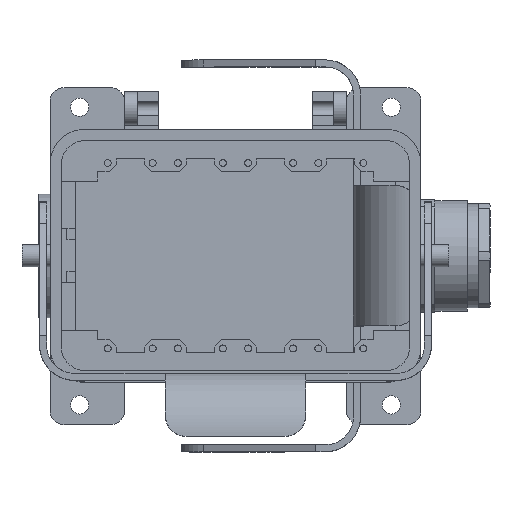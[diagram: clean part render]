
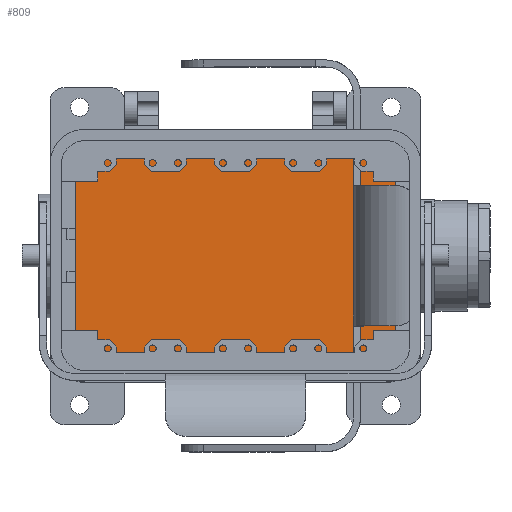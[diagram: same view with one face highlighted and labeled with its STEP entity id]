
A CAD part, top view. The second image highlights one B-rep face of the part: STEP entity #809.
In plain terms, the highlighted planar face has unit normal (0, 0, 1).
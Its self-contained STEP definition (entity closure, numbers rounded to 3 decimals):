
#809 = ADVANCED_FACE( '', ( #1717 ), #1718, .T. );
#1717 = FACE_OUTER_BOUND( '', #2665, .T. );
#1718 = PLANE( '', #2666 );
#2665 = EDGE_LOOP( '', ( #5104, #5105, #5106, #5107, #5108, #5109, #5110, #5111 ) );
#2666 = AXIS2_PLACEMENT_3D( '', #5112, #5113, #5114 );
#5104 = ORIENTED_EDGE( '', *, *, #6386, .T. );
#5105 = ORIENTED_EDGE( '', *, *, #5852, .T. );
#5106 = ORIENTED_EDGE( '', *, *, #5836, .T. );
#5107 = ORIENTED_EDGE( '', *, *, #5499, .F. );
#5108 = ORIENTED_EDGE( '', *, *, #6292, .F. );
#5109 = ORIENTED_EDGE( '', *, *, #5581, .T. );
#5110 = ORIENTED_EDGE( '', *, *, #5981, .F. );
#5111 = ORIENTED_EDGE( '', *, *, #5794, .F. );
#5112 = CARTESIAN_POINT( '', ( 0., 41., 5. ) );
#5113 = DIRECTION( '', ( 0., 0., 1. ) );
#5114 = DIRECTION( '', ( 1., 0., 0. ) );
#5499 = EDGE_CURVE( '', #6587, #6589, #6590, .T. );
#5581 = EDGE_CURVE( '', #6735, #6733, #6736, .T. );
#5794 = EDGE_CURVE( '', #7097, #7099, #7100, .T. );
#5836 = EDGE_CURVE( '', #7167, #6589, #7168, .T. );
#5852 = EDGE_CURVE( '', #7194, #7167, #7195, .T. );
#5981 = EDGE_CURVE( '', #7099, #6733, #7403, .T. );
#6292 = EDGE_CURVE( '', #6735, #6587, #7830, .T. );
#6386 = EDGE_CURVE( '', #7097, #7194, #7943, .T. );
#6587 = VERTEX_POINT( '', #8180 );
#6589 = VERTEX_POINT( '', #8183 );
#6590 = CIRCLE( '', #8184, 8.5 );
#6733 = VERTEX_POINT( '', #8390 );
#6735 = VERTEX_POINT( '', #8393 );
#6736 = CIRCLE( '', #8394, 8.5 );
#7097 = VERTEX_POINT( '', #8893 );
#7099 = VERTEX_POINT( '', #8896 );
#7100 = CIRCLE( '', #8897, 8.5 );
#7167 = VERTEX_POINT( '', #8987 );
#7168 = LINE( '', #8988, #8989 );
#7194 = VERTEX_POINT( '', #9025 );
#7195 = CIRCLE( '', #9026, 8.5 );
#7403 = LINE( '', #9378, #9379 );
#7830 = LINE( '', #10023, #10024 );
#7943 = LINE( '', #10179, #10180 );
#8180 = CARTESIAN_POINT( '', ( -53.5, -41., 5. ) );
#8183 = CARTESIAN_POINT( '', ( -57., -40.246, 5. ) );
#8184 = AXIS2_PLACEMENT_3D( '', #10391, #10392, #10393 );
#8390 = CARTESIAN_POINT( '', ( 57., -40.246, 5. ) );
#8393 = CARTESIAN_POINT( '', ( 53.5, -41., 5. ) );
#8394 = AXIS2_PLACEMENT_3D( '', #10493, #10494, #10495 );
#8893 = CARTESIAN_POINT( '', ( 53.5, 41., 5. ) );
#8896 = CARTESIAN_POINT( '', ( 57., 40.246, 5. ) );
#8897 = AXIS2_PLACEMENT_3D( '', #10725, #10726, #10727 );
#8987 = CARTESIAN_POINT( '', ( -57., 40.246, 5. ) );
#8988 = CARTESIAN_POINT( '', ( -57., 28., 5. ) );
#8989 = VECTOR( '', #10778, 1000. );
#9025 = CARTESIAN_POINT( '', ( -53.5, 41., 5. ) );
#9026 = AXIS2_PLACEMENT_3D( '', #10795, #10796, #10797 );
#9378 = CARTESIAN_POINT( '', ( 57., 28., 5. ) );
#9379 = VECTOR( '', #10946, 1000. );
#10023 = CARTESIAN_POINT( '', ( -49., -41., 5. ) );
#10024 = VECTOR( '', #11300, 1000. );
#10179 = CARTESIAN_POINT( '', ( -49., 41., 5. ) );
#10180 = VECTOR( '', #11406, 1000. );
#10391 = CARTESIAN_POINT( '', ( -53.5, -32.5, 5. ) );
#10392 = DIRECTION( '', ( 0., 0., -1. ) );
#10393 = DIRECTION( '', ( 1., 0., 0. ) );
#10493 = CARTESIAN_POINT( '', ( 53.5, -32.5, 5. ) );
#10494 = DIRECTION( '', ( 0., 0., 1. ) );
#10495 = DIRECTION( '', ( -1., 0., 0. ) );
#10725 = CARTESIAN_POINT( '', ( 53.5, 32.5, 5. ) );
#10726 = DIRECTION( '', ( 0., 0., -1. ) );
#10727 = DIRECTION( '', ( -1., 0., 0. ) );
#10778 = DIRECTION( '', ( 0., -1., 0. ) );
#10795 = CARTESIAN_POINT( '', ( -53.5, 32.5, 5. ) );
#10796 = DIRECTION( '', ( 0., 0., 1. ) );
#10797 = DIRECTION( '', ( 1., 0., 0. ) );
#10946 = DIRECTION( '', ( 0., -1., 0. ) );
#11300 = DIRECTION( '', ( -1., 0., 0. ) );
#11406 = DIRECTION( '', ( -1., 0., 0. ) );
